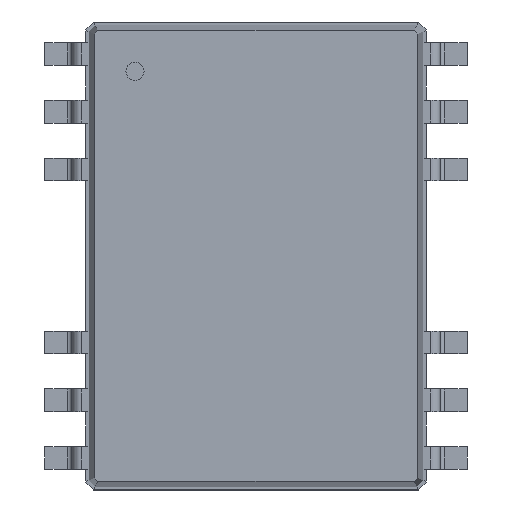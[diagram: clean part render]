
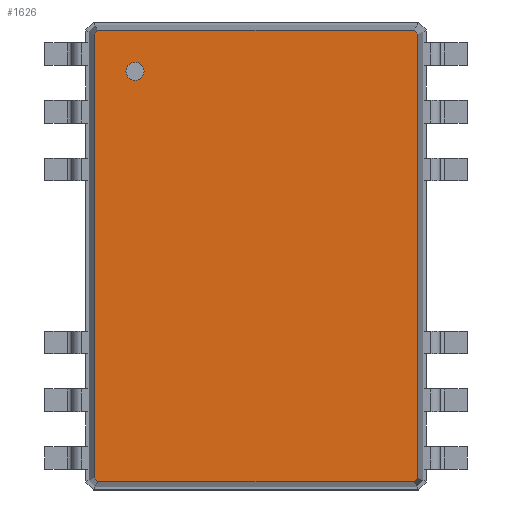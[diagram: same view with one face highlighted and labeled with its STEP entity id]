
A CAD part, top view. The second image highlights one B-rep face of the part: STEP entity #1626.
In plain terms, the highlighted planar face has unit normal (0, 0, 1).
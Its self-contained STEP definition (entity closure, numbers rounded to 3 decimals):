
#13=DIRECTION('',(0.,0.,1.));
#27=VECTOR('',#28,1.);
#28=DIRECTION('',(0.,-1.,0.));
#36=DIRECTION('',(0.,1.,0.));
#58=VECTOR('',#59,1.);
#59=DIRECTION('',(1.,0.,0.));
#130=VECTOR('',#131,1.);
#131=DIRECTION('',(-1.,0.,0.));
#405=VECTOR('',#406,1.);
#406=DIRECTION('',(0.707,-0.707,0.));
#412=VECTOR('',#413,1.);
#413=DIRECTION('',(-0.707,-0.707,0.));
#424=VECTOR('',#425,1.);
#425=DIRECTION('',(-0.707,0.707,0.));
#431=VECTOR('',#36,1.);
#435=VECTOR('',#436,1.);
#436=DIRECTION('',(0.707,0.707,0.));
#738=VERTEX_POINT('',#739);
#739=CARTESIAN_POINT('',(3.564,-4.882,1.6));
#741=ORIENTED_EDGE('',*,*,#742,.F.);
#742=EDGE_CURVE('',#743,#738,#745,.T.);
#743=VERTEX_POINT('',#744);
#744=CARTESIAN_POINT('',(3.564,4.882,1.6));
#745=LINE('',#744,#27);
#1617=ORIENTED_EDGE('',*,*,#1618,.F.);
#1618=EDGE_CURVE('',#1619,#743,#1621,.T.);
#1619=VERTEX_POINT('',#1620);
#1620=CARTESIAN_POINT('',(3.482,4.964,1.6));
#1621=LINE('',#1620,#405);
#1626=ADVANCED_FACE('',(#1627,#1657),#1666,.T.);
#1627=FACE_BOUND('',#1628,.T.);
#1628=EDGE_LOOP('',(#1629,#1634,#1639,#1644,#1649,#1654,#741,#1617));
#1629=ORIENTED_EDGE('',*,*,#1630,.F.);
#1630=EDGE_CURVE('',#1631,#1619,#1633,.T.);
#1631=VERTEX_POINT('',#1632);
#1632=CARTESIAN_POINT('',(-3.482,4.964,1.6));
#1633=LINE('',#1632,#58);
#1634=ORIENTED_EDGE('',*,*,#1635,.F.);
#1635=EDGE_CURVE('',#1636,#1631,#1638,.T.);
#1636=VERTEX_POINT('',#1637);
#1637=CARTESIAN_POINT('',(-3.564,4.882,1.6));
#1638=LINE('',#1637,#435);
#1639=ORIENTED_EDGE('',*,*,#1640,.F.);
#1640=EDGE_CURVE('',#1641,#1636,#1643,.T.);
#1641=VERTEX_POINT('',#1642);
#1642=CARTESIAN_POINT('',(-3.564,-4.882,1.6));
#1643=LINE('',#1642,#431);
#1644=ORIENTED_EDGE('',*,*,#1645,.F.);
#1645=EDGE_CURVE('',#1646,#1641,#1648,.T.);
#1646=VERTEX_POINT('',#1647);
#1647=CARTESIAN_POINT('',(-3.482,-4.964,1.6));
#1648=LINE('',#1647,#424);
#1649=ORIENTED_EDGE('',*,*,#1650,.F.);
#1650=EDGE_CURVE('',#1651,#1646,#1653,.T.);
#1651=VERTEX_POINT('',#1652);
#1652=CARTESIAN_POINT('',(3.482,-4.964,1.6));
#1653=LINE('',#1652,#130);
#1654=ORIENTED_EDGE('',*,*,#1655,.F.);
#1655=EDGE_CURVE('',#738,#1651,#1656,.T.);
#1656=LINE('',#739,#412);
#1657=FACE_BOUND('',#1658,.T.);
#1658=EDGE_LOOP('',(#1659));
#1659=ORIENTED_EDGE('',*,*,#1660,.F.);
#1660=EDGE_CURVE('',#1661,#1661,#1663,.T.);
#1661=VERTEX_POINT('',#1662);
#1662=CARTESIAN_POINT('',(-2.664,3.864,1.6));
#1663=CIRCLE('',#1664,0.2);
#1664=AXIS2_PLACEMENT_3D('',#1665,#13,#28);
#1665=CARTESIAN_POINT('',(-2.664,4.064,1.6));
#1666=PLANE('',#1667);
#1667=AXIS2_PLACEMENT_3D('',#1632,#13,#1668);
#1668=DIRECTION('',(0.574,-0.819,0.));
